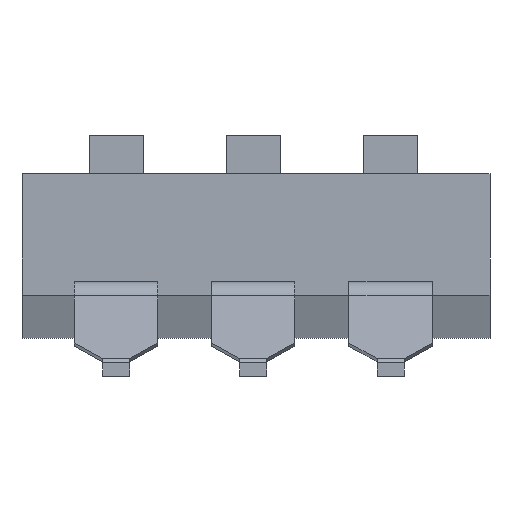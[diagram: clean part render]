
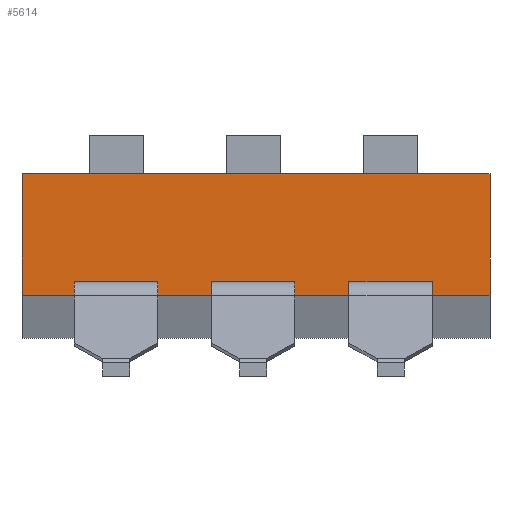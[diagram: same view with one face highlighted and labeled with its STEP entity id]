
A CAD part, front view. The second image highlights one B-rep face of the part: STEP entity #5614.
In plain terms, the highlighted planar face has unit normal (0, -1, 0).
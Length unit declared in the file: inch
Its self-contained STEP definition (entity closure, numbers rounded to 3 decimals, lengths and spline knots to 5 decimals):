
#1339=CARTESIAN_POINT('',(0.06772,-0.12402,0.04134));
#1340=VERTEX_POINT('',#1339);
#1341=CARTESIAN_POINT('',(0.12835,-0.12402,0.04134));
#1342=VERTEX_POINT('',#1341);
#1343=CARTESIAN_POINT('',(0.06772,-0.12402,0.04134));
#1344=DIRECTION('',(1.0,0.0,0.0));
#1345=VECTOR('',#1344,0.06063);
#1346=LINE('',#1343,#1345);
#1347=EDGE_CURVE('',#1340,#1342,#1346,.T.);
#1379=CARTESIAN_POINT('',(0.06772,-0.12402,0.0315));
#1380=VERTEX_POINT('',#1379);
#1381=CARTESIAN_POINT('',(0.06772,-0.12402,0.0315));
#1382=DIRECTION('',(0.0,0.0,1.0));
#1383=VECTOR('',#1382,0.00984);
#1384=LINE('',#1381,#1383);
#1385=EDGE_CURVE('',#1380,#1340,#1384,.T.);
#1613=CARTESIAN_POINT('',(0.12835,-0.12402,0.0315));
#1614=VERTEX_POINT('',#1613);
#1615=CARTESIAN_POINT('',(0.12835,-0.12402,0.04134));
#1616=DIRECTION('',(0.0,0.0,-1.0));
#1617=VECTOR('',#1616,0.00984);
#1618=LINE('',#1615,#1617);
#1619=EDGE_CURVE('',#1342,#1614,#1618,.T.);
#2347=CARTESIAN_POINT('',(-0.03228,-0.12402,0.04134));
#2348=VERTEX_POINT('',#2347);
#2349=CARTESIAN_POINT('',(0.02835,-0.12402,0.04134));
#2350=VERTEX_POINT('',#2349);
#2351=CARTESIAN_POINT('',(-0.03228,-0.12402,0.04134));
#2352=DIRECTION('',(1.0,0.0,0.0));
#2353=VECTOR('',#2352,0.06063);
#2354=LINE('',#2351,#2353);
#2355=EDGE_CURVE('',#2348,#2350,#2354,.T.);
#2387=CARTESIAN_POINT('',(-0.03228,-0.12402,0.0315));
#2388=VERTEX_POINT('',#2387);
#2389=CARTESIAN_POINT('',(-0.03228,-0.12402,0.0315));
#2390=DIRECTION('',(0.0,0.0,1.0));
#2391=VECTOR('',#2390,0.00984);
#2392=LINE('',#2389,#2391);
#2393=EDGE_CURVE('',#2388,#2348,#2392,.T.);
#2621=CARTESIAN_POINT('',(0.02835,-0.12402,0.0315));
#2622=VERTEX_POINT('',#2621);
#2623=CARTESIAN_POINT('',(0.02835,-0.12402,0.04134));
#2624=DIRECTION('',(0.0,0.0,-1.0));
#2625=VECTOR('',#2624,0.00984);
#2626=LINE('',#2623,#2625);
#2627=EDGE_CURVE('',#2350,#2622,#2626,.T.);
#3355=CARTESIAN_POINT('',(-0.13228,-0.12402,0.04134));
#3356=VERTEX_POINT('',#3355);
#3357=CARTESIAN_POINT('',(-0.07165,-0.12402,0.04134));
#3358=VERTEX_POINT('',#3357);
#3359=CARTESIAN_POINT('',(-0.13228,-0.12402,0.04134));
#3360=DIRECTION('',(1.0,0.0,0.0));
#3361=VECTOR('',#3360,0.06063);
#3362=LINE('',#3359,#3361);
#3363=EDGE_CURVE('',#3356,#3358,#3362,.T.);
#3395=CARTESIAN_POINT('',(-0.13228,-0.12402,0.0315));
#3396=VERTEX_POINT('',#3395);
#3397=CARTESIAN_POINT('',(-0.13228,-0.12402,0.0315));
#3398=DIRECTION('',(0.0,0.0,1.0));
#3399=VECTOR('',#3398,0.00984);
#3400=LINE('',#3397,#3399);
#3401=EDGE_CURVE('',#3396,#3356,#3400,.T.);
#3629=CARTESIAN_POINT('',(-0.07165,-0.12402,0.0315));
#3630=VERTEX_POINT('',#3629);
#3631=CARTESIAN_POINT('',(-0.07165,-0.12402,0.04134));
#3632=DIRECTION('',(0.0,0.0,-1.0));
#3633=VECTOR('',#3632,0.00984);
#3634=LINE('',#3631,#3633);
#3635=EDGE_CURVE('',#3358,#3630,#3634,.T.);
#4608=CARTESIAN_POINT('',(0.17047,-0.12402,0.12008));
#4609=VERTEX_POINT('',#4608);
#4624=CARTESIAN_POINT('',(-0.17047,-0.12402,0.12008));
#4625=VERTEX_POINT('',#4624);
#4632=CARTESIAN_POINT('',(0.17047,-0.12402,0.12008));
#4633=DIRECTION('',(-1.0,0.0,0.0));
#4634=VECTOR('',#4633,0.34094);
#4635=LINE('',#4632,#4634);
#4636=EDGE_CURVE('',#4609,#4625,#4635,.T.);
#5493=CARTESIAN_POINT('',(-0.17047,-0.12402,0.0315));
#5494=VERTEX_POINT('',#5493);
#5509=CARTESIAN_POINT('',(0.17047,-0.12402,0.0315));
#5510=VERTEX_POINT('',#5509);
#5517=CARTESIAN_POINT('',(0.12835,-0.12402,0.0315));
#5518=DIRECTION('',(1.0,0.0,0.0));
#5519=VECTOR('',#5518,0.04213);
#5520=LINE('',#5517,#5519);
#5521=EDGE_CURVE('',#1614,#5510,#5520,.T.);
#5524=CARTESIAN_POINT('',(0.02835,-0.12402,0.0315));
#5525=DIRECTION('',(1.0,0.0,0.0));
#5526=VECTOR('',#5525,0.03937);
#5527=LINE('',#5524,#5526);
#5528=EDGE_CURVE('',#2622,#1380,#5527,.T.);
#5531=CARTESIAN_POINT('',(-0.07165,-0.12402,0.0315));
#5532=DIRECTION('',(1.0,0.0,0.0));
#5533=VECTOR('',#5532,0.03937);
#5534=LINE('',#5531,#5533);
#5535=EDGE_CURVE('',#3630,#2388,#5534,.T.);
#5538=CARTESIAN_POINT('',(-0.17047,-0.12402,0.0315));
#5539=DIRECTION('',(1.0,0.0,0.0));
#5540=VECTOR('',#5539,0.03819);
#5541=LINE('',#5538,#5540);
#5542=EDGE_CURVE('',#5494,#3396,#5541,.T.);
#5581=CARTESIAN_POINT('',(-0.18752,-0.12402,0.12451));
#5582=DIRECTION('',(0.0,-1.0,0.0));
#5583=DIRECTION('',(0.0,0.0,-1.0));
#5584=AXIS2_PLACEMENT_3D('',#5581,#5582,#5583);
#5585=PLANE('',#5584);
#5586=ORIENTED_EDGE('',*,*,#1619,.T.);
#5587=ORIENTED_EDGE('',*,*,#5521,.T.);
#5588=CARTESIAN_POINT('',(0.17047,-0.12402,0.0315));
#5589=DIRECTION('',(0.0,0.0,1.0));
#5590=VECTOR('',#5589,0.08858);
#5591=LINE('',#5588,#5590);
#5592=EDGE_CURVE('',#5510,#4609,#5591,.T.);
#5593=ORIENTED_EDGE('',*,*,#5592,.T.);
#5594=ORIENTED_EDGE('',*,*,#4636,.T.);
#5595=CARTESIAN_POINT('',(-0.17047,-0.12402,0.0315));
#5596=DIRECTION('',(0.0,0.0,1.0));
#5597=VECTOR('',#5596,0.08858);
#5598=LINE('',#5595,#5597);
#5599=EDGE_CURVE('',#5494,#4625,#5598,.T.);
#5600=ORIENTED_EDGE('',*,*,#5599,.F.);
#5601=ORIENTED_EDGE('',*,*,#5542,.T.);
#5602=ORIENTED_EDGE('',*,*,#3401,.T.);
#5603=ORIENTED_EDGE('',*,*,#3363,.T.);
#5604=ORIENTED_EDGE('',*,*,#3635,.T.);
#5605=ORIENTED_EDGE('',*,*,#5535,.T.);
#5606=ORIENTED_EDGE('',*,*,#2393,.T.);
#5607=ORIENTED_EDGE('',*,*,#2355,.T.);
#5608=ORIENTED_EDGE('',*,*,#2627,.T.);
#5609=ORIENTED_EDGE('',*,*,#5528,.T.);
#5610=ORIENTED_EDGE('',*,*,#1385,.T.);
#5611=ORIENTED_EDGE('',*,*,#1347,.T.);
#5612=EDGE_LOOP('',(#5586,#5587,#5593,#5594,#5600,#5601,#5602,#5603,#5604,#5605,#5606,#5607,#5608,#5609,#5610,#5611));
#5613=FACE_OUTER_BOUND('',#5612,.T.);
#5614=ADVANCED_FACE('',(#5613),#5585,.T.);
